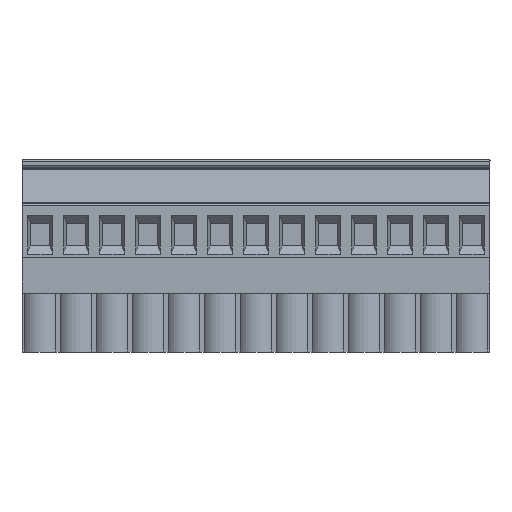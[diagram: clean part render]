
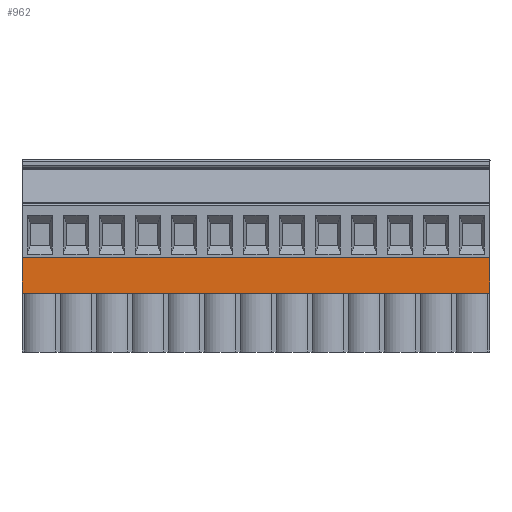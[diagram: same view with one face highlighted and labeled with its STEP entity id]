
A CAD part, top view. The second image highlights one B-rep face of the part: STEP entity #962.
In plain terms, the highlighted planar face has unit normal (0, 0, 1).
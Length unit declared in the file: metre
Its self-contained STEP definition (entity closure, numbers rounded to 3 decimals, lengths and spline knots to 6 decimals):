
#962=ADVANCED_FACE('',(#2104),#2105,.F.);
#2104=FACE_OUTER_BOUND('',#3400,.T.);
#2105=PLANE('',#3401);
#3400=EDGE_LOOP('',(#6164,#6165,#6166,#6167));
#3401=AXIS2_PLACEMENT_3D('',#6168,#6169,#6170);
#6164=ORIENTED_EDGE('',*,*,#8451,.T.);
#6165=ORIENTED_EDGE('',*,*,#8452,.T.);
#6166=ORIENTED_EDGE('',*,*,#8453,.F.);
#6167=ORIENTED_EDGE('',*,*,#8454,.F.);
#6168=CARTESIAN_POINT('',(-0.00508,0.004997,0.));
#6169=DIRECTION('',(0.,0.,-1.0));
#6170=DIRECTION('',(0.0,-1.0,0.));
#8451=EDGE_CURVE('',#10396,#10397,#10398,.T.);
#8452=EDGE_CURVE('',#10397,#10399,#10400,.T.);
#8453=EDGE_CURVE('',#10401,#10399,#10402,.T.);
#8454=EDGE_CURVE('',#10396,#10401,#10403,.T.);
#10396=VERTEX_POINT('',#13087);
#10397=VERTEX_POINT('',#13088);
#10398=LINE('',#13089,#13090);
#10399=VERTEX_POINT('',#13091);
#10400=LINE('',#13092,#13093);
#10401=VERTEX_POINT('',#13094);
#10402=LINE('',#13095,#13096);
#10403=LINE('',#13097,#13098);
#13087=CARTESIAN_POINT('',(0.0,0.,0.));
#13088=CARTESIAN_POINT('',(0.06604,0.0,0.0));
#13089=CARTESIAN_POINT('',(-0.00508,0.,0.));
#13090=VECTOR('',#14547,1.0);
#13091=CARTESIAN_POINT('',(0.06604,0.005,0.0));
#13092=CARTESIAN_POINT('',(0.06604,0.004997,0.0));
#13093=VECTOR('',#14548,1.0);
#13094=CARTESIAN_POINT('',(0.0,0.005,0.));
#13095=CARTESIAN_POINT('',(-0.00508,0.005,0.));
#13096=VECTOR('',#14549,1.0);
#13097=CARTESIAN_POINT('',(0.0,0.004997,0.));
#13098=VECTOR('',#14550,1.0);
#14547=DIRECTION('',(1.0,0.,0.));
#14548=DIRECTION('',(0.,1.0,0.));
#14549=DIRECTION('',(1.0,0.,0.));
#14550=DIRECTION('',(0.,1.0,0.));
